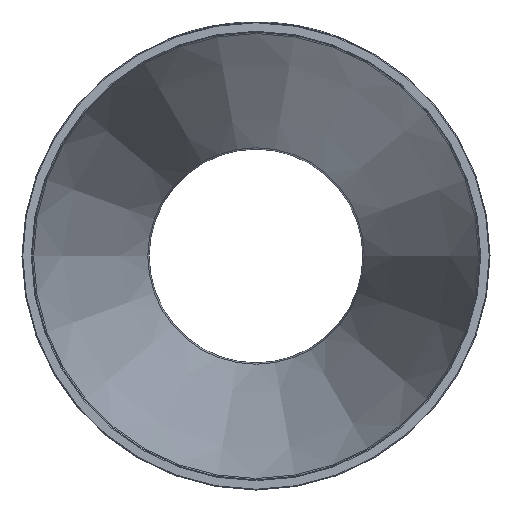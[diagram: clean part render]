
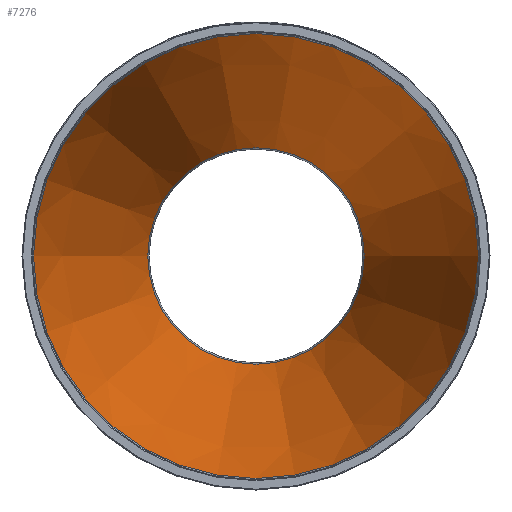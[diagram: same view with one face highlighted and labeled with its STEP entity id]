
A CAD part, left-side view. The second image highlights one B-rep face of the part: STEP entity #7276.
In plain terms, the highlighted conical face has half-angle 15.255 degrees and reference radius 26.924 mm.
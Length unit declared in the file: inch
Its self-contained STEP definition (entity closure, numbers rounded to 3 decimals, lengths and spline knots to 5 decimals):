
#13=CONICAL_SURFACE('',#7663,1.06,15.255);
#94=FACE_BOUND('',#1301,.T.);
#854=FACE_OUTER_BOUND('',#1300,.T.);
#1300=EDGE_LOOP('',(#6807));
#1301=EDGE_LOOP('',(#6808));
#1466=CIRCLE('',#7662,1.42619);
#1467=CIRCLE('',#7664,0.69381);
#3570=VERTEX_POINT('',#16432);
#3571=VERTEX_POINT('',#16435);
#4651=EDGE_CURVE('',#3570,#3570,#1466,.T.);
#4652=EDGE_CURVE('',#3571,#3571,#1467,.T.);
#6807=ORIENTED_EDGE('',*,*,#4652,.F.);
#6808=ORIENTED_EDGE('',*,*,#4651,.F.);
#7276=ADVANCED_FACE('',(#854,#94),#13,.F.);
#7662=AXIS2_PLACEMENT_3D('',#16433,#8914,#8915);
#7663=AXIS2_PLACEMENT_3D('',#16434,#8916,#8917);
#7664=AXIS2_PLACEMENT_3D('',#16436,#8918,#8919);
#8914=DIRECTION('center_axis',(1.,0.,0.));
#8915=DIRECTION('ref_axis',(0.,-1.,0.));
#8916=DIRECTION('center_axis',(-1.,0.,0.));
#8917=DIRECTION('ref_axis',(0.,1.,0.));
#8918=DIRECTION('center_axis',(-1.,0.,0.));
#8919=DIRECTION('ref_axis',(0.,-1.,0.));
#16432=CARTESIAN_POINT('',(0.4073,1.42619,0.));
#16433=CARTESIAN_POINT('Origin',(0.4073,0.,0.));
#16434=CARTESIAN_POINT('Origin',(1.75,0.,0.));
#16435=CARTESIAN_POINT('',(3.0927,0.69381,0.));
#16436=CARTESIAN_POINT('Origin',(3.0927,0.,0.));
